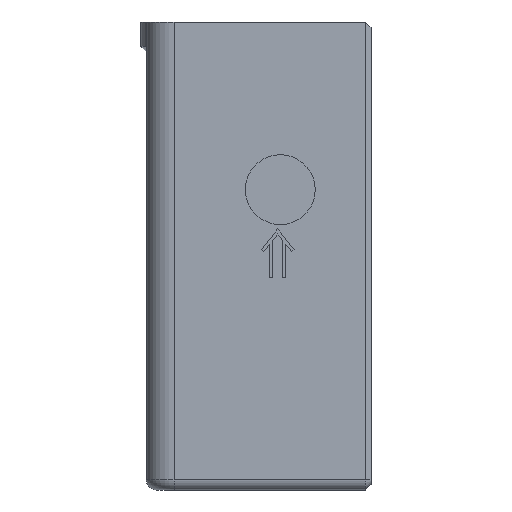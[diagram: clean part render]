
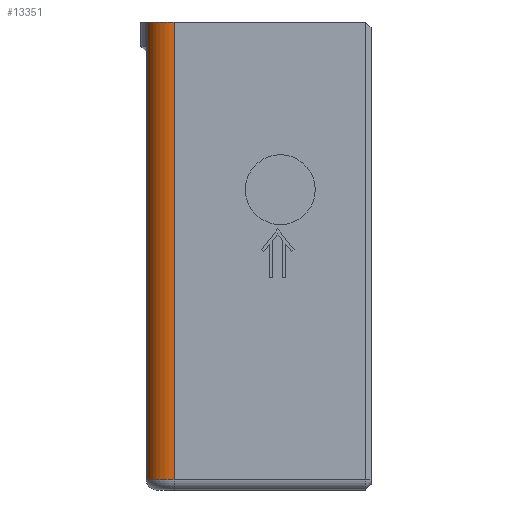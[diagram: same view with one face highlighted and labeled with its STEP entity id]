
A CAD part, front view. The second image highlights one B-rep face of the part: STEP entity #13351.
In plain terms, the highlighted cylindrical face has radius 2 mm (diameter 4 mm), a partial arc.
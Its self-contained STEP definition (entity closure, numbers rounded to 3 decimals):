
#427 = ORIENTED_EDGE ( 'NONE', *, *, #6462, .T. ) ;
#618 = CARTESIAN_POINT ( 'NONE',  ( 30., 97.75, 14.1 ) ) ;
#747 = CARTESIAN_POINT ( 'NONE',  ( 8., 99.75, 14.1 ) ) ;
#897 = DIRECTION ( 'NONE',  ( 1., 0., 0. ) ) ;
#1617 = DIRECTION ( 'NONE',  ( -1., 0., 0. ) ) ;
#1663 = LINE ( 'NONE', #9354, #1736 ) ;
#1688 = VERTEX_POINT ( 'NONE', #10698 ) ;
#1736 = VECTOR ( 'NONE', #6900, 1000. ) ;
#3076 = CIRCLE ( 'NONE', #5438, 2. ) ;
#3324 = VERTEX_POINT ( 'NONE', #5584 ) ;
#3379 = CARTESIAN_POINT ( 'NONE',  ( -2.75, 97.75, 14.1 ) ) ;
#4083 = ORIENTED_EDGE ( 'NONE', *, *, #11442, .F. ) ;
#5438 = AXIS2_PLACEMENT_3D ( 'NONE', #3379, #897, #13384 ) ;
#5584 = CARTESIAN_POINT ( 'NONE',  ( -2.75, 97.75, 16.1 ) ) ;
#6039 = CYLINDRICAL_SURFACE ( 'NONE', #6745, 2. ) ;
#6462 = EDGE_CURVE ( 'NONE', #1688, #3324, #3076, .T. ) ;
#6625 = DIRECTION ( 'NONE',  ( 0., 0., -1. ) ) ;
#6745 = AXIS2_PLACEMENT_3D ( 'NONE', #8653, #14924, #7176 ) ;
#6900 = DIRECTION ( 'NONE',  ( -1., 0., 0. ) ) ;
#7176 = DIRECTION ( 'NONE',  ( 0., 0., -1. ) ) ;
#7708 = EDGE_CURVE ( 'NONE', #9870, #10078, #12192, .T. ) ;
#8140 = DIRECTION ( 'NONE',  ( -1., 0., 0. ) ) ;
#8647 = EDGE_LOOP ( 'NONE', ( #4083, #16112, #11217, #427 ) ) ;
#8653 = CARTESIAN_POINT ( 'NONE',  ( 8., 97.75, 14.1 ) ) ;
#9354 = CARTESIAN_POINT ( 'NONE',  ( 8., 97.75, 16.1 ) ) ;
#9870 = VERTEX_POINT ( 'NONE', #10675 ) ;
#10078 = VERTEX_POINT ( 'NONE', #12718 ) ;
#10392 = AXIS2_PLACEMENT_3D ( 'NONE', #618, #1617, #6625 ) ;
#10675 = CARTESIAN_POINT ( 'NONE',  ( 30., 97.75, 16.1 ) ) ;
#10698 = CARTESIAN_POINT ( 'NONE',  ( -2.75, 99.75, 14.1 ) ) ;
#11146 = FACE_OUTER_BOUND ( 'NONE', #8647, .T. ) ;
#11217 = ORIENTED_EDGE ( 'NONE', *, *, #12669, .T. ) ;
#11442 = EDGE_CURVE ( 'NONE', #9870, #3324, #1663, .T. ) ;
#12192 = CIRCLE ( 'NONE', #10392, 2. ) ;
#12669 = EDGE_CURVE ( 'NONE', #10078, #1688, #13382, .T. ) ;
#12718 = CARTESIAN_POINT ( 'NONE',  ( 30., 99.75, 14.1 ) ) ;
#13351 = ADVANCED_FACE ( 'NONE', ( #11146 ), #6039, .T. ) ;
#13382 = LINE ( 'NONE', #747, #15326 ) ;
#13384 = DIRECTION ( 'NONE',  ( 0., 0., -1. ) ) ;
#14924 = DIRECTION ( 'NONE',  ( -1., 0., 0. ) ) ;
#15326 = VECTOR ( 'NONE', #8140, 1000. ) ;
#16112 = ORIENTED_EDGE ( 'NONE', *, *, #7708, .T. ) ;
